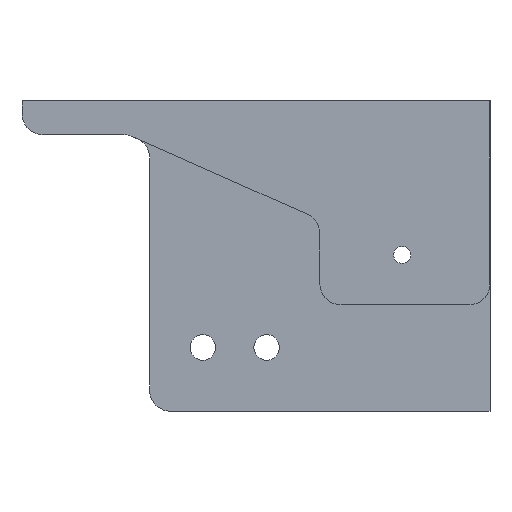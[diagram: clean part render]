
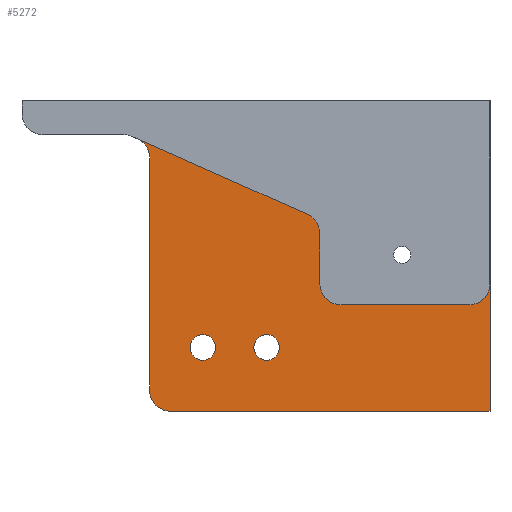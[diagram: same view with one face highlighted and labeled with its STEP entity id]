
A CAD part, left-side view. The second image highlights one B-rep face of the part: STEP entity #5272.
In plain terms, the highlighted planar face has unit normal (-1, 0, 0).
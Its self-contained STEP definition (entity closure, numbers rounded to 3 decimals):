
#298=FACE_BOUND('',#655,.T.);
#299=FACE_BOUND('',#656,.T.);
#300=FACE_BOUND('',#657,.T.);
#332=CIRCLE('',#5584,5.);
#333=CIRCLE('',#5585,5.);
#334=CIRCLE('',#5586,5.);
#335=CIRCLE('',#5587,5.);
#336=CIRCLE('',#5588,2.);
#337=CIRCLE('',#5589,2.);
#338=CIRCLE('',#5590,2.);
#339=CIRCLE('',#5591,3.);
#340=CIRCLE('',#5592,3.);
#365=FACE_OUTER_BOUND('',#654,.T.);
#654=EDGE_LOOP('',(#3527,#3528,#3529,#3530,#3531,#3532,#3533,#3534,#3535,
#3536,#3537,#3538,#3539,#3540,#3541,#3542,#3543,#3544,#3545,#3546,#3547));
#655=EDGE_LOOP('',(#3548,#3549,#3550,#3551,#3552,#3553,#3554,#3555,#3556));
#656=EDGE_LOOP('',(#3557));
#657=EDGE_LOOP('',(#3558));
#964=LINE('',#6874,#1551);
#990=LINE('',#6942,#1577);
#1001=LINE('',#6965,#1588);
#1004=LINE('',#6971,#1591);
#1005=LINE('',#6972,#1592);
#1006=LINE('',#6974,#1593);
#1007=LINE('',#6976,#1594);
#1008=LINE('',#6978,#1595);
#1009=LINE('',#6980,#1596);
#1010=LINE('',#6982,#1597);
#1011=LINE('',#6984,#1598);
#1012=LINE('',#6986,#1599);
#1013=LINE('',#6990,#1600);
#1014=LINE('',#6994,#1601);
#1015=LINE('',#6998,#1602);
#1016=LINE('',#7002,#1603);
#1017=LINE('',#7003,#1604);
#1018=LINE('',#7006,#1605);
#1019=LINE('',#7008,#1606);
#1020=LINE('',#7012,#1607);
#1021=LINE('',#7014,#1608);
#1022=LINE('',#7016,#1609);
#1023=LINE('',#7021,#1610);
#1551=VECTOR('',#5811,10.);
#1577=VECTOR('',#5857,10.);
#1588=VECTOR('',#5872,10.);
#1591=VECTOR('',#5877,10.);
#1592=VECTOR('',#5878,10.);
#1593=VECTOR('',#5879,10.);
#1594=VECTOR('',#5880,10.);
#1595=VECTOR('',#5881,10.);
#1596=VECTOR('',#5882,10.);
#1597=VECTOR('',#5883,10.);
#1598=VECTOR('',#5884,10.);
#1599=VECTOR('',#5885,10.);
#1600=VECTOR('',#5888,10.);
#1601=VECTOR('',#5891,10.);
#1602=VECTOR('',#5894,10.);
#1603=VECTOR('',#5897,10.);
#1604=VECTOR('',#5898,10.);
#1605=VECTOR('',#5899,10.);
#1606=VECTOR('',#5900,10.);
#1607=VECTOR('',#5903,10.);
#1608=VECTOR('',#5904,10.);
#1609=VECTOR('',#5905,10.);
#1610=VECTOR('',#5910,10.);
#2138=VERTEX_POINT('',#6872);
#2139=VERTEX_POINT('',#6873);
#2171=VERTEX_POINT('',#6941);
#2180=VERTEX_POINT('',#6962);
#2181=VERTEX_POINT('',#6964);
#2183=VERTEX_POINT('',#6970);
#2184=VERTEX_POINT('',#6973);
#2185=VERTEX_POINT('',#6975);
#2186=VERTEX_POINT('',#6977);
#2187=VERTEX_POINT('',#6979);
#2188=VERTEX_POINT('',#6981);
#2189=VERTEX_POINT('',#6983);
#2190=VERTEX_POINT('',#6985);
#2191=VERTEX_POINT('',#6987);
#2192=VERTEX_POINT('',#6989);
#2193=VERTEX_POINT('',#6991);
#2194=VERTEX_POINT('',#6993);
#2195=VERTEX_POINT('',#6995);
#2196=VERTEX_POINT('',#6997);
#2197=VERTEX_POINT('',#6999);
#2198=VERTEX_POINT('',#7001);
#2199=VERTEX_POINT('',#7004);
#2200=VERTEX_POINT('',#7005);
#2201=VERTEX_POINT('',#7007);
#2202=VERTEX_POINT('',#7009);
#2203=VERTEX_POINT('',#7011);
#2204=VERTEX_POINT('',#7013);
#2205=VERTEX_POINT('',#7015);
#2206=VERTEX_POINT('',#7017);
#2207=VERTEX_POINT('',#7019);
#2208=VERTEX_POINT('',#7022);
#2209=VERTEX_POINT('',#7024);
#2672=EDGE_CURVE('',#2138,#2139,#964,.T.);
#2706=EDGE_CURVE('',#2138,#2171,#990,.T.);
#2717=EDGE_CURVE('',#2180,#2181,#1001,.T.);
#2720=EDGE_CURVE('',#2139,#2183,#1004,.T.);
#2721=EDGE_CURVE('',#2183,#2181,#1005,.T.);
#2722=EDGE_CURVE('',#2184,#2180,#1006,.T.);
#2723=EDGE_CURVE('',#2185,#2184,#1007,.T.);
#2724=EDGE_CURVE('',#2186,#2185,#1008,.T.);
#2725=EDGE_CURVE('',#2186,#2187,#1009,.T.);
#2726=EDGE_CURVE('',#2188,#2187,#1010,.T.);
#2727=EDGE_CURVE('',#2189,#2188,#1011,.T.);
#2728=EDGE_CURVE('',#2190,#2189,#1012,.T.);
#2729=EDGE_CURVE('',#2191,#2190,#332,.T.);
#2730=EDGE_CURVE('',#2191,#2192,#1013,.T.);
#2731=EDGE_CURVE('',#2193,#2192,#333,.T.);
#2732=EDGE_CURVE('',#2193,#2194,#1014,.T.);
#2733=EDGE_CURVE('',#2195,#2194,#334,.T.);
#2734=EDGE_CURVE('',#2195,#2196,#1015,.T.);
#2735=EDGE_CURVE('',#2197,#2196,#335,.T.);
#2736=EDGE_CURVE('',#2197,#2198,#1016,.T.);
#2737=EDGE_CURVE('',#2198,#2171,#1017,.T.);
#2738=EDGE_CURVE('',#2199,#2200,#1018,.T.);
#2739=EDGE_CURVE('',#2199,#2201,#1019,.T.);
#2740=EDGE_CURVE('',#2201,#2202,#336,.T.);
#2741=EDGE_CURVE('',#2202,#2203,#1020,.T.);
#2742=EDGE_CURVE('',#2203,#2204,#1021,.T.);
#2743=EDGE_CURVE('',#2204,#2205,#1022,.T.);
#2744=EDGE_CURVE('',#2205,#2206,#337,.T.);
#2745=EDGE_CURVE('',#2206,#2207,#338,.T.);
#2746=EDGE_CURVE('',#2207,#2200,#1023,.T.);
#2747=EDGE_CURVE('',#2208,#2208,#339,.T.);
#2748=EDGE_CURVE('',#2209,#2209,#340,.T.);
#3527=ORIENTED_EDGE('',*,*,#2672,.T.);
#3528=ORIENTED_EDGE('',*,*,#2720,.T.);
#3529=ORIENTED_EDGE('',*,*,#2721,.T.);
#3530=ORIENTED_EDGE('',*,*,#2717,.F.);
#3531=ORIENTED_EDGE('',*,*,#2722,.F.);
#3532=ORIENTED_EDGE('',*,*,#2723,.F.);
#3533=ORIENTED_EDGE('',*,*,#2724,.F.);
#3534=ORIENTED_EDGE('',*,*,#2725,.T.);
#3535=ORIENTED_EDGE('',*,*,#2726,.F.);
#3536=ORIENTED_EDGE('',*,*,#2727,.F.);
#3537=ORIENTED_EDGE('',*,*,#2728,.F.);
#3538=ORIENTED_EDGE('',*,*,#2729,.F.);
#3539=ORIENTED_EDGE('',*,*,#2730,.T.);
#3540=ORIENTED_EDGE('',*,*,#2731,.F.);
#3541=ORIENTED_EDGE('',*,*,#2732,.T.);
#3542=ORIENTED_EDGE('',*,*,#2733,.F.);
#3543=ORIENTED_EDGE('',*,*,#2734,.T.);
#3544=ORIENTED_EDGE('',*,*,#2735,.F.);
#3545=ORIENTED_EDGE('',*,*,#2736,.T.);
#3546=ORIENTED_EDGE('',*,*,#2737,.T.);
#3547=ORIENTED_EDGE('',*,*,#2706,.F.);
#3548=ORIENTED_EDGE('',*,*,#2738,.F.);
#3549=ORIENTED_EDGE('',*,*,#2739,.T.);
#3550=ORIENTED_EDGE('',*,*,#2740,.T.);
#3551=ORIENTED_EDGE('',*,*,#2741,.T.);
#3552=ORIENTED_EDGE('',*,*,#2742,.T.);
#3553=ORIENTED_EDGE('',*,*,#2743,.T.);
#3554=ORIENTED_EDGE('',*,*,#2744,.T.);
#3555=ORIENTED_EDGE('',*,*,#2745,.T.);
#3556=ORIENTED_EDGE('',*,*,#2746,.T.);
#3557=ORIENTED_EDGE('',*,*,#2747,.T.);
#3558=ORIENTED_EDGE('',*,*,#2748,.T.);
#5086=PLANE('',#5583);
#5272=ADVANCED_FACE('',(#365,#298,#299,#300),#5086,.T.);
#5583=AXIS2_PLACEMENT_3D('',#6969,#5875,#5876);
#5584=AXIS2_PLACEMENT_3D('',#6988,#5886,#5887);
#5585=AXIS2_PLACEMENT_3D('',#6992,#5889,#5890);
#5586=AXIS2_PLACEMENT_3D('',#6996,#5892,#5893);
#5587=AXIS2_PLACEMENT_3D('',#7000,#5895,#5896);
#5588=AXIS2_PLACEMENT_3D('',#7010,#5901,#5902);
#5589=AXIS2_PLACEMENT_3D('',#7018,#5906,#5907);
#5590=AXIS2_PLACEMENT_3D('',#7020,#5908,#5909);
#5591=AXIS2_PLACEMENT_3D('',#7023,#5911,#5912);
#5592=AXIS2_PLACEMENT_3D('',#7025,#5913,#5914);
#5811=DIRECTION('',(0.,0.894,-0.447));
#5857=DIRECTION('',(0.,-1.,0.));
#5872=DIRECTION('',(0.,-1.,0.));
#5875=DIRECTION('center_axis',(-1.,0.,0.));
#5876=DIRECTION('ref_axis',(0.,-1.,0.));
#5877=DIRECTION('',(0.,0.,-1.));
#5878=DIRECTION('',(0.,0.,-1.));
#5879=DIRECTION('',(0.,0.,-1.));
#5880=DIRECTION('',(0.,0.,-1.));
#5881=DIRECTION('',(0.,-1.,0.));
#5882=DIRECTION('',(0.,0.,1.));
#5883=DIRECTION('',(0.,-1.,0.));
#5884=DIRECTION('',(0.,0.,1.));
#5885=DIRECTION('',(0.,-1.,0.));
#5886=DIRECTION('center_axis',(1.,0.,0.));
#5887=DIRECTION('ref_axis',(0.,0.707,-0.707));
#5888=DIRECTION('',(0.,-1.,0.));
#5889=DIRECTION('center_axis',(-1.,0.,0.));
#5890=DIRECTION('ref_axis',(0.,-0.208,0.978));
#5891=DIRECTION('',(0.,-0.914,-0.406));
#5892=DIRECTION('center_axis',(-1.,0.,0.));
#5893=DIRECTION('ref_axis',(0.,-0.838,0.545));
#5894=DIRECTION('',(0.,0.,-1.));
#5895=DIRECTION('center_axis',(1.,0.,0.));
#5896=DIRECTION('ref_axis',(0.,0.707,-0.707));
#5897=DIRECTION('',(0.,-1.,0.));
#5898=DIRECTION('',(0.,0.,1.));
#5899=DIRECTION('',(0.,-1.,0.));
#5900=DIRECTION('',(0.,0.,1.));
#5901=DIRECTION('center_axis',(1.,0.,0.));
#5902=DIRECTION('ref_axis',(0.,1.,0.));
#5903=DIRECTION('',(0.,0.,1.));
#5904=DIRECTION('',(0.,-1.,0.));
#5905=DIRECTION('',(0.,0.,-1.));
#5906=DIRECTION('center_axis',(1.,0.,0.));
#5907=DIRECTION('ref_axis',(0.,1.,0.));
#5908=DIRECTION('center_axis',(1.,0.,0.));
#5909=DIRECTION('ref_axis',(0.,1.,0.));
#5910=DIRECTION('',(0.,0.,-1.));
#5911=DIRECTION('center_axis',(1.,0.,0.));
#5912=DIRECTION('ref_axis',(0.,1.,0.));
#5913=DIRECTION('center_axis',(1.,0.,0.));
#5914=DIRECTION('ref_axis',(0.,1.,0.));
#6872=CARTESIAN_POINT('',(140.,41.,0.));
#6873=CARTESIAN_POINT('',(140.,43.,-1.));
#6874=CARTESIAN_POINT('',(140.,49.1,-4.05));
#6941=CARTESIAN_POINT('',(140.,0.,0.));
#6942=CARTESIAN_POINT('',(140.,27.5,0.));
#6962=CARTESIAN_POINT('',(140.,45.,-20.));
#6964=CARTESIAN_POINT('',(140.,43.,-20.));
#6965=CARTESIAN_POINT('',(140.,52.,-20.));
#6969=CARTESIAN_POINT('Origin',(140.,60.,0.));
#6970=CARTESIAN_POINT('',(140.,43.,-10.));
#6971=CARTESIAN_POINT('',(140.,43.,0.));
#6972=CARTESIAN_POINT('',(140.,43.,0.));
#6973=CARTESIAN_POINT('',(140.,45.,-10.));
#6974=CARTESIAN_POINT('',(140.,45.,0.));
#6975=CARTESIAN_POINT('',(140.,45.,0.));
#6976=CARTESIAN_POINT('',(140.,45.,0.));
#6977=CARTESIAN_POINT('',(140.,50.,0.));
#6978=CARTESIAN_POINT('',(140.,27.5,0.));
#6979=CARTESIAN_POINT('',(140.,50.,3.));
#6980=CARTESIAN_POINT('',(140.,50.,0.));
#6981=CARTESIAN_POINT('',(140.,60.,3.));
#6982=CARTESIAN_POINT('',(140.,110.,3.));
#6983=CARTESIAN_POINT('',(140.,60.,0.));
#6984=CARTESIAN_POINT('',(140.,60.,0.));
#6985=CARTESIAN_POINT('',(140.,110.,0.));
#6986=CARTESIAN_POINT('',(140.,27.5,0.));
#6987=CARTESIAN_POINT('',(140.,105.,-5.));
#6988=CARTESIAN_POINT('Origin',(140.,105.,0.));
#6989=CARTESIAN_POINT('',(140.,86.061,-5.));
#6990=CARTESIAN_POINT('',(140.,85.,-5.));
#6991=CARTESIAN_POINT('',(140.,84.03,-5.431));
#6992=CARTESIAN_POINT('Origin',(140.,86.061,-10.));
#6993=CARTESIAN_POINT('',(140.,82.969,-5.903));
#6994=CARTESIAN_POINT('',(140.,75.49,-9.227));
#6995=CARTESIAN_POINT('',(140.,80.,-10.472));
#6996=CARTESIAN_POINT('Origin',(140.,85.,-10.472));
#6997=CARTESIAN_POINT('',(140.,80.,-65.));
#6998=CARTESIAN_POINT('',(140.,80.,-40.));
#6999=CARTESIAN_POINT('',(140.,75.,-70.));
#7000=CARTESIAN_POINT('Origin',(140.,75.,-65.));
#7001=CARTESIAN_POINT('',(140.,0.,-70.));
#7002=CARTESIAN_POINT('',(140.,80.,-70.));
#7003=CARTESIAN_POINT('',(140.,0.,-70.));
#7004=CARTESIAN_POINT('',(140.,21.65,-45.));
#7005=CARTESIAN_POINT('',(140.,19.65,-45.));
#7006=CARTESIAN_POINT('',(140.,47.5,-45.));
#7007=CARTESIAN_POINT('',(140.,21.65,-34.992));
#7008=CARTESIAN_POINT('',(140.,21.65,-22.5));
#7009=CARTESIAN_POINT('',(140.,21.65,-31.528));
#7010=CARTESIAN_POINT('Origin',(140.,20.65,-33.26));
#7011=CARTESIAN_POINT('',(140.,21.65,-5.));
#7012=CARTESIAN_POINT('',(140.,21.65,-15.764));
#7013=CARTESIAN_POINT('',(140.,19.65,-5.));
#7014=CARTESIAN_POINT('',(140.,40.825,-5.));
#7015=CARTESIAN_POINT('',(140.,19.65,-31.528));
#7016=CARTESIAN_POINT('',(140.,19.65,-2.5));
#7017=CARTESIAN_POINT('',(140.,18.65,-33.26));
#7018=CARTESIAN_POINT('Origin',(140.,20.65,-33.26));
#7019=CARTESIAN_POINT('',(140.,19.65,-34.992));
#7020=CARTESIAN_POINT('Origin',(140.,20.65,-33.26));
#7021=CARTESIAN_POINT('',(140.,19.65,-17.496));
#7022=CARTESIAN_POINT('',(140.,49.5,-55.));
#7023=CARTESIAN_POINT('Origin',(140.,52.5,-55.));
#7024=CARTESIAN_POINT('',(140.,64.5,-55.));
#7025=CARTESIAN_POINT('Origin',(140.,67.5,-55.));
